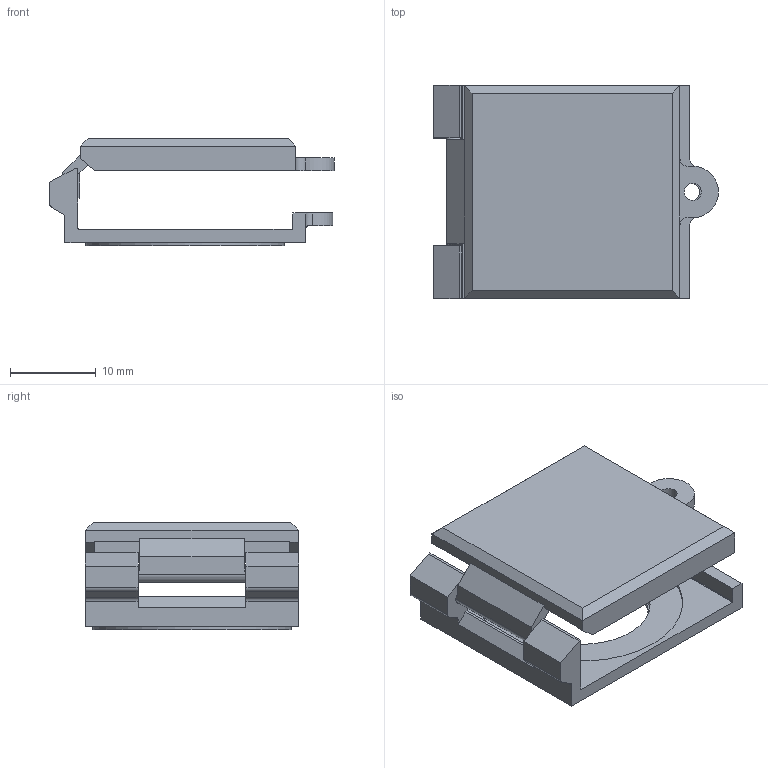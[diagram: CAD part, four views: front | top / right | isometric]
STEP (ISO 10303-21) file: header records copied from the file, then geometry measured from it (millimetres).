
FILE_DESCRIPTION(/* description */ (''),/* implementation_level */ '2;1');
FILE_NAME(/* name */ 'KDOK_ipt.stp',/* time_stamp */ '2017-04-03T15:01:04+02:00',/* author */ ('ahoffmann'),/* organization */ (''),/* preprocessor_version */ 'ST-DEVELOPER v16.1',/* originating_system */ 'Autodesk Inventor 2016',/* authorisation */ '');
FILE_SCHEMA (('AUTOMOTIVE_DESIGN { 1 0 10303 214 3 1 1 }'));
Length unit declared in the file: centimetre
Products named in the file (1): KDOK_vereinfacht
Bounding box: 33.25 x 24.9 x 12.5 mm (x, y, z)
Volume: 2049.9 mm3; surface area: 3823.4 mm2
Topology: 2 solids, 2 shells, 109 faces, 295 edges, 188 vertices
Faces by surface type: plane 76, cylinder 25, torus 4, bspline 4
Full cylindrical faces by diameter (mm): 1.8 x1, 2 x2, 23.2 x1, 23.7 x2
Entity records: 3493 total; most frequent: CARTESIAN_POINT 756, ORIENTED_EDGE 566, DIRECTION 544, EDGE_CURVE 283, LINE 210, VECTOR 210, VERTEX_POINT 187, AXIS2_PLACEMENT_3D 167
